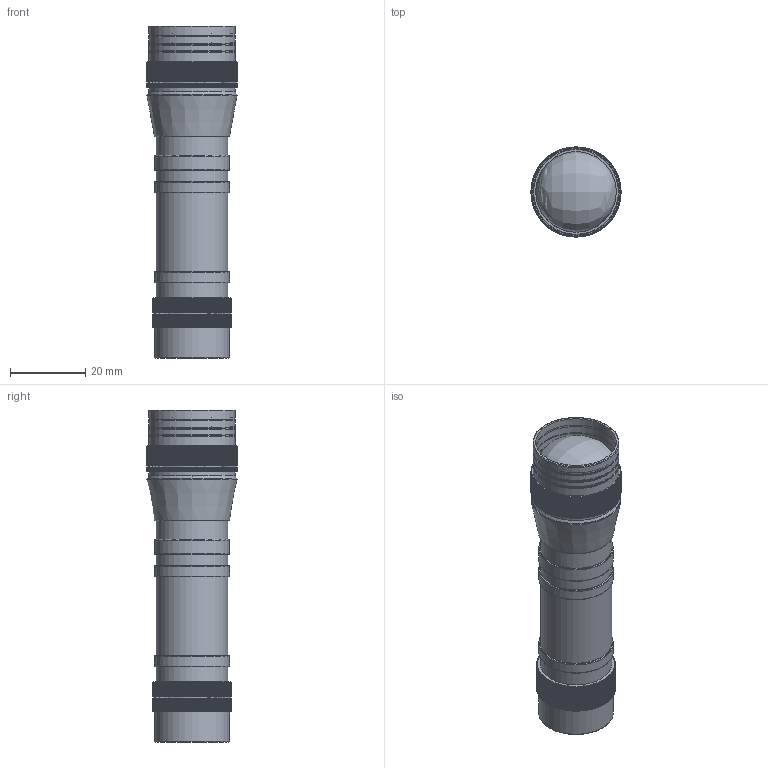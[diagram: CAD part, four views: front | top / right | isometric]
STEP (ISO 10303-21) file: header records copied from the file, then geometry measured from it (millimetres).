
FILE_DESCRIPTION(('HOOPS Exchange Step'),'2;1');
FILE_NAME('temp_export','2024-07-31T10:55:39+08:00',('sharma21'),('Shapr3D Limited'),'HOOPS Exchange 2024.2','Shapr3D','Authorized');
FILE_SCHEMA( ('AUTOMOTIVE_DESIGN { 1 0 10303 214 1 1 1 1 }') );
Length unit declared in the file: millimetre
Products named in the file (1): root
Bounding box: 24 x 24 x 88.5 mm (x, y, z)
Volume: 30313.7 mm3; surface area: 14925.4 mm2
Topology: 12 solids, 12 shells, 2957 faces, 6872 edges, 3946 vertices
Faces by surface type: plane 2431, cylinder 501, torus 21, cone 3, bspline 1
Full cylindrical faces by diameter (mm): 19 x4, 20 x4, 21.5 x4, 22.75 x3, 23 x5
Entity records: 81808 total; most frequent: DIRECTION 14828, CARTESIAN_POINT 13804, ORIENTED_EDGE 13740, EDGE_CURVE 6870, AXIS2_PLACEMENT_3D 5002, VECTOR 4824, LINE 4824, VERTEX_POINT 3946
